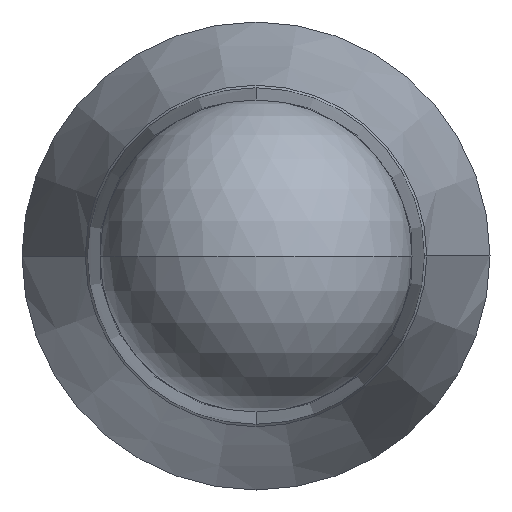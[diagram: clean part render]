
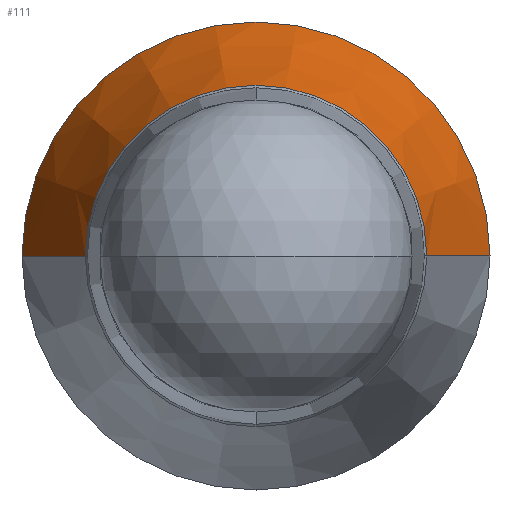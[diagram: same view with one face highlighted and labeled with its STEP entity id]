
A CAD part, front view. The second image highlights one B-rep face of the part: STEP entity #111.
In plain terms, the highlighted conical face has half-angle 15 degrees and reference radius 1.737 mm.
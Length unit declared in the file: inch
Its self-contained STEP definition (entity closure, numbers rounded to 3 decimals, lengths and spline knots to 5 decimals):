
#13 = DIRECTION ( 'NONE',  ( -1., 0., 0. ) ) ;
#22 = LINE ( 'NONE', #495, #258 ) ;
#28 = AXIS2_PLACEMENT_3D ( 'NONE', #324, #202, #370 ) ;
#38 = DIRECTION ( 'NONE',  ( -1., 0., 0. ) ) ;
#47 = DIRECTION ( 'NONE',  ( 0., 1., 0. ) ) ;
#57 = CONICAL_SURFACE ( 'NONE', #79, 0.0684, 0.262 ) ;
#63 = EDGE_CURVE ( 'NONE', #312, #425, #22, .T. ) ;
#79 = AXIS2_PLACEMENT_3D ( 'NONE', #254, #171, #13 ) ;
#81 = VECTOR ( 'NONE', #252, 39.37008 ) ;
#83 = ORIENTED_EDGE ( 'NONE', *, *, #273, .T. ) ;
#90 = LINE ( 'NONE', #364, #81 ) ;
#111 = ADVANCED_FACE ( 'NONE', ( #300 ), #57, .T. ) ;
#129 = DIRECTION ( 'NONE',  ( -0.259, 0.966, 0. ) ) ;
#159 = CARTESIAN_POINT ( 'NONE',  ( -0.0684, 0.75, 0. ) ) ;
#171 = DIRECTION ( 'NONE',  ( 0., 1., 0. ) ) ;
#187 = CIRCLE ( 'NONE', #230, 0.09375 ) ;
#202 = DIRECTION ( 'NONE',  ( 0., 1., 0. ) ) ;
#224 = ORIENTED_EDGE ( 'NONE', *, *, #226, .F. ) ;
#226 = EDGE_CURVE ( 'NONE', #425, #295, #187, .T. ) ;
#230 = AXIS2_PLACEMENT_3D ( 'NONE', #447, #47, #38 ) ;
#252 = DIRECTION ( 'NONE',  ( 0.259, 0.966, 0. ) ) ;
#254 = CARTESIAN_POINT ( 'NONE',  ( 0., 0.75, 0. ) ) ;
#258 = VECTOR ( 'NONE', #129, 39.37008 ) ;
#264 = CARTESIAN_POINT ( 'NONE',  ( -0.09375, 0.84461, 0. ) ) ;
#273 = EDGE_CURVE ( 'NONE', #312, #405, #488, .T. ) ;
#278 = CARTESIAN_POINT ( 'NONE',  ( 0.09375, 0.84461, 0. ) ) ;
#295 = VERTEX_POINT ( 'NONE', #278 ) ;
#300 = FACE_OUTER_BOUND ( 'NONE', #322, .T. ) ;
#302 = EDGE_CURVE ( 'NONE', #405, #295, #90, .T. ) ;
#312 = VERTEX_POINT ( 'NONE', #159 ) ;
#322 = EDGE_LOOP ( 'NONE', ( #83, #388, #224, #468 ) ) ;
#324 = CARTESIAN_POINT ( 'NONE',  ( 0., 0.75, 0. ) ) ;
#364 = CARTESIAN_POINT ( 'NONE',  ( 0.0684, 0.75, 0. ) ) ;
#370 = DIRECTION ( 'NONE',  ( -1., 0., 0. ) ) ;
#388 = ORIENTED_EDGE ( 'NONE', *, *, #302, .T. ) ;
#405 = VERTEX_POINT ( 'NONE', #493 ) ;
#425 = VERTEX_POINT ( 'NONE', #264 ) ;
#447 = CARTESIAN_POINT ( 'NONE',  ( 0., 0.84461, 0. ) ) ;
#468 = ORIENTED_EDGE ( 'NONE', *, *, #63, .F. ) ;
#488 = CIRCLE ( 'NONE', #28, 0.0684 ) ;
#493 = CARTESIAN_POINT ( 'NONE',  ( 0.0684, 0.75, 0. ) ) ;
#495 = CARTESIAN_POINT ( 'NONE',  ( -0.0684, 0.75, 0. ) ) ;
